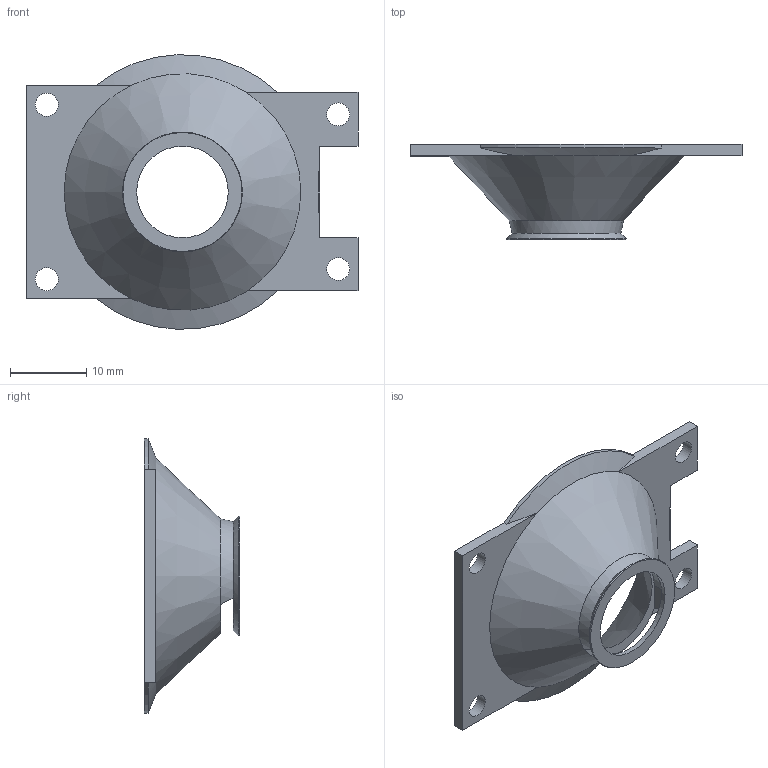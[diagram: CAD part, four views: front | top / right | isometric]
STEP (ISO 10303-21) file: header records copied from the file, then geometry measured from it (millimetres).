
FILE_DESCRIPTION(/* description */ (''),/* implementation_level */ '2;1');
FILE_NAME(/* name */ 'Eyepiece 2.0 V1 v5.step',/* time_stamp */ '2025-09-29T15:49:33-04:00',/* author */ (''),/* organization */ (''),/* preprocessor_version */ 'ST-DEVELOPER v20.1',/* originating_system */ 'Autodesk Translation Framework v14.17.0.0',/* authorisation */ '');
FILE_SCHEMA (('AUTOMOTIVE_DESIGN { 1 0 10303 214 3 1 1 }'));
Length unit declared in the file: millimetre
Products named in the file (1): Eyepiece 2.0 V1
Bounding box: 43.5 x 12.5 x 35.97 mm (x, y, z)
Volume: 1846.4 mm3; surface area: 3316.8 mm2
Topology: 1 solids, 1 shells, 40 faces, 110 edges, 73 vertices
Faces by surface type: plane 19, cone 12, cylinder 9
Full cylindrical faces by diameter (mm): 3 x4
Entity records: 1419 total; most frequent: CARTESIAN_POINT 346, ORIENTED_EDGE 222, DIRECTION 213, EDGE_CURVE 111, AXIS2_PLACEMENT_3D 80, VERTEX_POINT 73, EDGE_LOOP 53, LINE 53
